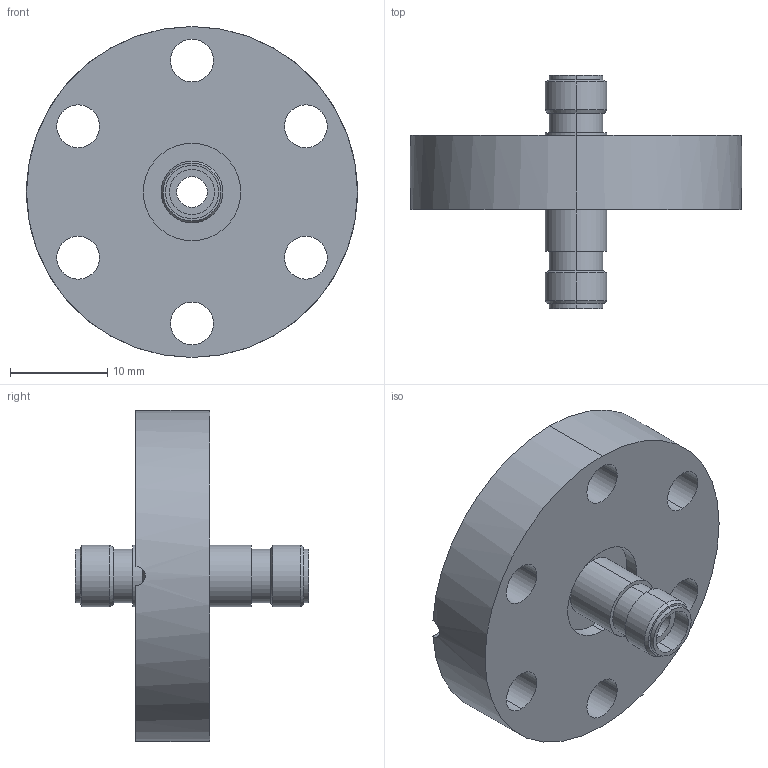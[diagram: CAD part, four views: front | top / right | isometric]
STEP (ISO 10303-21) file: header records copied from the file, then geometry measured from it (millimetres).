
FILE_DESCRIPTION (( 'STEP AP214' ), '1' );
FILE_NAME ('152-FCF-C16.STEP', '2016-11-29T11:34:01', ( 'allectra' ), ( 'Microsoft' ), 'SwSTEP 2.0', 'SolidWorks 2014', '' );
FILE_SCHEMA (( 'AUTOMOTIVE_DESIGN' ));
Length unit declared in the file: millimetre
Products named in the file (5): 9152-FCF; 9411-C16-10; 152-FCF-C16; 9411-C16-10_411-CB16
Assembly tree (2 placements, depth 2):
  9152-FCF
  9411-C16-10
  152-FCF-C16
    9411-C16-10_411-CB16
    9152-FCF
Bounding box: 34 x 24 x 34 mm (x, y, z)
Volume: 5978.1 mm3; surface area: 4228.4 mm2
Topology: 2 solids, 2 shells, 83 faces, 184 edges, 118 vertices
Faces by surface type: cylinder 50, plane 19, cone 12, torus 2
Entity records: 2566 total; most frequent: DIRECTION 474, CARTESIAN_POINT 455, ORIENTED_EDGE 368, AXIS2_PLACEMENT_3D 205, EDGE_CURVE 184, VERTEX_POINT 118, CIRCLE 116, EDGE_LOOP 112
